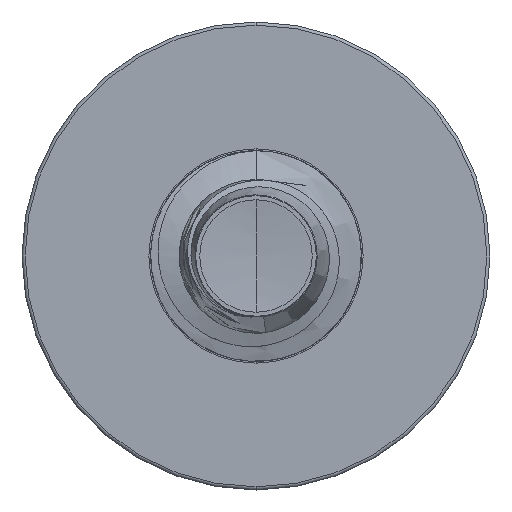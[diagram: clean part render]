
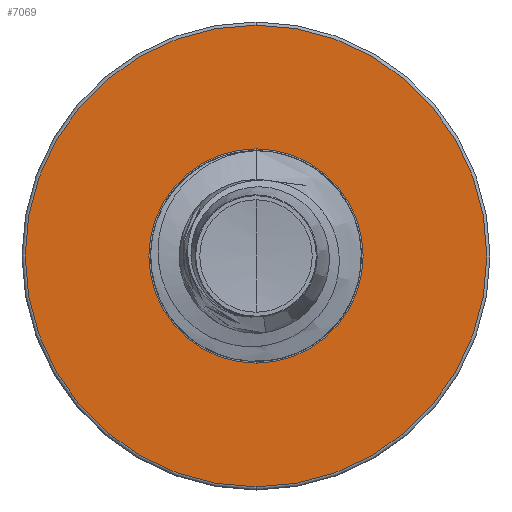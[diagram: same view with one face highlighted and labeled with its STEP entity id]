
A CAD part, front view. The second image highlights one B-rep face of the part: STEP entity #7069.
In plain terms, the highlighted planar face has unit normal (0, -1, 0).
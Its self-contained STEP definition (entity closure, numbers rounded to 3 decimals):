
#1317 = DIRECTION ( 'NONE',  ( 0., 1., 0. ) ) ;
#2272 = CARTESIAN_POINT ( 'NONE',  ( 0., 9., 1.973 ) ) ;
#3099 = CIRCLE ( 'NONE', #4500, 1.973 ) ;
#3104 = ORIENTED_EDGE ( 'NONE', *, *, #7728, .F. ) ;
#4254 = EDGE_CURVE ( 'NONE', #22486, #22647, #16990, .T. ) ;
#4429 = EDGE_LOOP ( 'NONE', ( #5400, #17966 ) ) ;
#4500 = AXIS2_PLACEMENT_3D ( 'NONE', #18765, #8034, #20562 ) ;
#4842 = DIRECTION ( 'NONE',  ( 0., 0., 1. ) ) ;
#5400 = ORIENTED_EDGE ( 'NONE', *, *, #4254, .T. ) ;
#7069 = ADVANCED_FACE ( 'NONE', ( #22490, #7144 ), #15603, .F. ) ;
#7144 = FACE_BOUND ( 'NONE', #4429, .T. ) ;
#7728 = EDGE_CURVE ( 'NONE', #11081, #20892, #11366, .T. ) ;
#7953 = AXIS2_PLACEMENT_3D ( 'NONE', #13881, #15679, #4842 ) ;
#8034 = DIRECTION ( 'NONE',  ( 0., 1., 0. ) ) ;
#8099 = CARTESIAN_POINT ( 'NONE',  ( 0., 9., 0. ) ) ;
#9410 = EDGE_CURVE ( 'NONE', #20892, #11081, #3099, .T. ) ;
#9911 = DIRECTION ( 'NONE',  ( 0., 0., 1. ) ) ;
#10494 = CARTESIAN_POINT ( 'NONE',  ( 0., 9., 0. ) ) ;
#11081 = VERTEX_POINT ( 'NONE', #22448 ) ;
#11307 = EDGE_LOOP ( 'NONE', ( #18854, #3104 ) ) ;
#11366 = CIRCLE ( 'NONE', #16337, 1.973 ) ;
#11401 = AXIS2_PLACEMENT_3D ( 'NONE', #12202, #1317, #14022 ) ;
#11795 = EDGE_CURVE ( 'NONE', #22647, #22486, #16663, .T. ) ;
#12202 = CARTESIAN_POINT ( 'NONE',  ( 0., 9., 0. ) ) ;
#12299 = DIRECTION ( 'NONE',  ( 0., 0., 1. ) ) ;
#13854 = CARTESIAN_POINT ( 'NONE',  ( 0., 9., 0.916 ) ) ;
#13881 = CARTESIAN_POINT ( 'NONE',  ( 0., 9., -0.916 ) ) ;
#14022 = DIRECTION ( 'NONE',  ( 0., 0., 1. ) ) ;
#15603 = PLANE ( 'NONE',  #7953 ) ;
#15679 = DIRECTION ( 'NONE',  ( 0., 1., 0. ) ) ;
#15884 = CARTESIAN_POINT ( 'NONE',  ( 0., 9., -0.916 ) ) ;
#16337 = AXIS2_PLACEMENT_3D ( 'NONE', #10494, #22905, #12299 ) ;
#16663 = CIRCLE ( 'NONE', #11401, 0.916 ) ;
#16990 = CIRCLE ( 'NONE', #22688, 0.916 ) ;
#17966 = ORIENTED_EDGE ( 'NONE', *, *, #11795, .T. ) ;
#18765 = CARTESIAN_POINT ( 'NONE',  ( 0., 9., 0. ) ) ;
#18854 = ORIENTED_EDGE ( 'NONE', *, *, #9410, .F. ) ;
#20562 = DIRECTION ( 'NONE',  ( 0., 0., 1. ) ) ;
#20631 = DIRECTION ( 'NONE',  ( 0., 1., 0. ) ) ;
#20892 = VERTEX_POINT ( 'NONE', #2272 ) ;
#22448 = CARTESIAN_POINT ( 'NONE',  ( 0., 9., -1.973 ) ) ;
#22486 = VERTEX_POINT ( 'NONE', #13854 ) ;
#22490 = FACE_OUTER_BOUND ( 'NONE', #11307, .T. ) ;
#22647 = VERTEX_POINT ( 'NONE', #15884 ) ;
#22688 = AXIS2_PLACEMENT_3D ( 'NONE', #8099, #20631, #9911 ) ;
#22905 = DIRECTION ( 'NONE',  ( 0., 1., 0. ) ) ;
